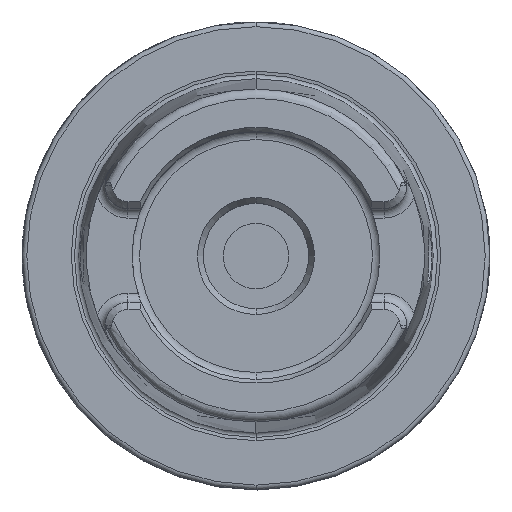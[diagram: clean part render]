
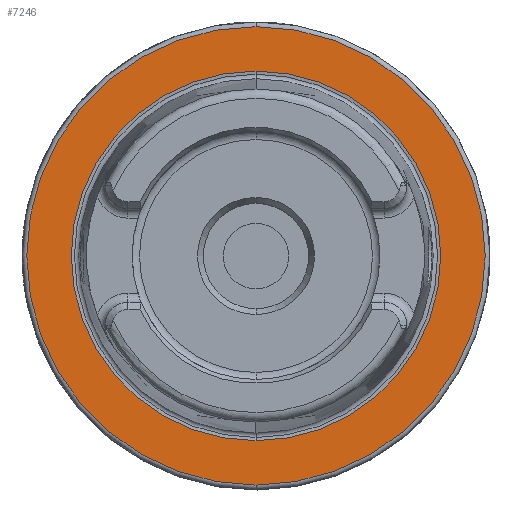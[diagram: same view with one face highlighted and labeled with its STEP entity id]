
A CAD part, top view. The second image highlights one B-rep face of the part: STEP entity #7246.
In plain terms, the highlighted planar face has unit normal (0, 0, 1).
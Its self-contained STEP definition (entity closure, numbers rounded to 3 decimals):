
#1122=CARTESIAN_POINT('',(0,0,29));
#1123=DIRECTION('',(0,0,1));
#1124=DIRECTION('',(0,1,0));
#1125=AXIS2_PLACEMENT_3D('',#1122,#1123,#1124);
#1127=CARTESIAN_POINT('',(0,0,29));
#1128=DIRECTION('',(0,0,-1));
#1129=DIRECTION('',(0,1,0));
#1130=AXIS2_PLACEMENT_3D('',#1127,#1128,#1129);
#1132=CARTESIAN_POINT('',(0,0,29));
#1133=DIRECTION('',(0,0,1));
#1134=DIRECTION('',(0,1,0));
#1135=AXIS2_PLACEMENT_3D('',#1132,#1133,#1134);
#1137=CARTESIAN_POINT('',(0,0,29));
#1138=DIRECTION('',(0,0,1));
#1139=DIRECTION('',(0,-1,0));
#1140=AXIS2_PLACEMENT_3D('',#1137,#1138,#1139);
#5434=CARTESIAN_POINT('',(0,39.499,29));
#5436=VERTEX_POINT('',#5434);
#5470=CARTESIAN_POINT('',(0,-39.499,29));
#5472=VERTEX_POINT('',#5470);
#5482=CARTESIAN_POINT('',(0,49,29));
#5483=CARTESIAN_POINT('',(0.,-49,29));
#5484=VERTEX_POINT('',#5482);
#5485=VERTEX_POINT('',#5483);
#7231=CARTESIAN_POINT('',(0,0,29));
#7232=DIRECTION('',(0,0,-1));
#7233=DIRECTION('',(0,-1,0));
#7234=AXIS2_PLACEMENT_3D('',#7231,#7232,#7233);
#7235=PLANE('',#7234);
#7237=ORIENTED_EDGE('',*,*,#7236,.F.);
#7239=ORIENTED_EDGE('',*,*,#7238,.F.);
#7240=EDGE_LOOP('',(#7237,#7239));
#7241=FACE_OUTER_BOUND('',#7240,.F.);
#7242=ORIENTED_EDGE('',*,*,#7213,.T.);
#7243=ORIENTED_EDGE('',*,*,#7224,.F.);
#7244=EDGE_LOOP('',(#7242,#7243));
#7245=FACE_BOUND('',#7244,.F.);
#7246=ADVANCED_FACE('',(#7241,#7245),#7235,.F.);
#1126=CIRCLE('',#1125,39.499);
#1131=CIRCLE('',#1130,39.499);
#1136=CIRCLE('',#1135,49);
#1141=CIRCLE('',#1140,49);
#7213=EDGE_CURVE('',#5436,#5472,#1126,.T.);
#7224=EDGE_CURVE('',#5436,#5472,#1131,.T.);
#7236=EDGE_CURVE('',#5484,#5485,#1136,.T.);
#7238=EDGE_CURVE('',#5485,#5484,#1141,.T.);
